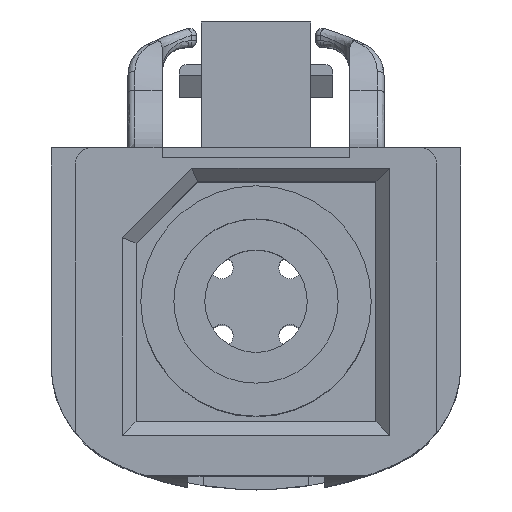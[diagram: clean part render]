
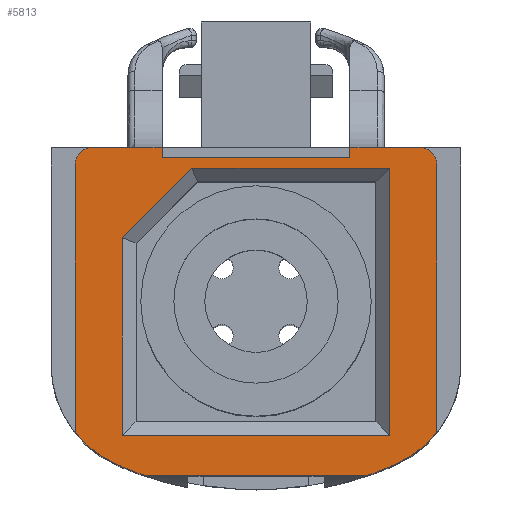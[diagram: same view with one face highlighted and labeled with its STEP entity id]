
A CAD part, top view. The second image highlights one B-rep face of the part: STEP entity #5813.
In plain terms, the highlighted planar face has unit normal (0, 0, 1).
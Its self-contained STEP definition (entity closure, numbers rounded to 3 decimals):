
#721=DIRECTION('',(0.,1.,0.));
#722=VECTOR('',#721,0.3);
#723=CARTESIAN_POINT('',(2.75,4.2,6.87));
#724=LINE('',#723,#722);
#725=DIRECTION('',(1.,0.,0.));
#726=VECTOR('',#725,2.05);
#727=CARTESIAN_POINT('',(2.75,4.5,6.87));
#728=LINE('',#727,#726);
#729=CARTESIAN_POINT('',(4.8,4.,6.87));
#730=DIRECTION('',(0.,0.,-1.));
#731=DIRECTION('',(0.,1.,0.));
#732=AXIS2_PLACEMENT_3D('',#729,#730,#731);
#734=CARTESIAN_POINT('',(2.8,-1.847,6.87));
#735=DIRECTION('',(0.,0.,-1.));
#736=DIRECTION('',(0.781,-0.624,0.));
#737=AXIS2_PLACEMENT_3D('',#734,#735,#736);
#739=CARTESIAN_POINT('',(0.,4.35,6.87));
#740=DIRECTION('',(0.,0.,-1.));
#741=DIRECTION('',(0.412,-0.911,0.));
#742=AXIS2_PLACEMENT_3D('',#739,#740,#741);
#744=DIRECTION('',(-1.,0.,0.));
#745=VECTOR('',#744,6.541);
#746=CARTESIAN_POINT('',(3.271,-5.1,6.87));
#747=LINE('',#746,#745);
#748=CARTESIAN_POINT('',(0.,4.35,6.87));
#749=DIRECTION('',(0.,0.,-1.));
#750=DIRECTION('',(-0.327,-0.945,0.));
#751=AXIS2_PLACEMENT_3D('',#748,#749,#750);
#753=CARTESIAN_POINT('',(-2.8,-1.847,6.87));
#754=DIRECTION('',(0.,0.,-1.));
#755=DIRECTION('',(-0.412,-0.911,0.));
#756=AXIS2_PLACEMENT_3D('',#753,#754,#755);
#758=CARTESIAN_POINT('',(-4.8,4.,6.87));
#759=DIRECTION('',(0.,0.,-1.));
#760=DIRECTION('',(-1.,0.,0.));
#761=AXIS2_PLACEMENT_3D('',#758,#759,#760);
#763=DIRECTION('',(1.,0.,0.));
#764=VECTOR('',#763,2.05);
#765=CARTESIAN_POINT('',(-4.8,4.5,6.87));
#766=LINE('',#765,#764);
#767=DIRECTION('',(-0.707,-0.707,0.));
#768=VECTOR('',#767,2.877);
#769=CARTESIAN_POINT('',(-1.881,3.9,6.87));
#770=LINE('',#769,#768);
#775=DIRECTION('',(-1.,0.,0.));
#776=VECTOR('',#775,5.5);
#777=CARTESIAN_POINT('',(2.75,4.2,6.87));
#778=LINE('',#777,#776);
#795=DIRECTION('',(0.,1.,0.));
#796=VECTOR('',#795,0.3);
#797=CARTESIAN_POINT('',(-2.75,4.2,6.87));
#798=LINE('',#797,#796);
#1444=DIRECTION('',(0.,-1.,0.));
#1445=VECTOR('',#1444,7.844);
#1446=CARTESIAN_POINT('',(-5.3,4.,6.87));
#1447=LINE('',#1446,#1445);
#1568=DIRECTION('',(0.,1.,0.));
#1569=VECTOR('',#1568,7.844);
#1570=CARTESIAN_POINT('',(5.3,-3.844,6.87));
#1571=LINE('',#1570,#1569);
#4454=DIRECTION('',(1.,0.,0.));
#4455=VECTOR('',#4454,5.796);
#4456=CARTESIAN_POINT('',(-1.881,3.9,6.87));
#4457=LINE('',#4456,#4455);
#4462=DIRECTION('',(0.,-1.,0.));
#4463=VECTOR('',#4462,7.83);
#4464=CARTESIAN_POINT('',(3.915,3.9,6.87));
#4465=LINE('',#4464,#4463);
#4470=DIRECTION('',(-1.,0.,0.));
#4471=VECTOR('',#4470,7.83);
#4472=CARTESIAN_POINT('',(3.915,-3.93,6.87));
#4473=LINE('',#4472,#4471);
#4478=DIRECTION('',(0.,1.,0.));
#4479=VECTOR('',#4478,5.796);
#4480=CARTESIAN_POINT('',(-3.915,-3.93,6.87));
#4481=LINE('',#4480,#4479);
#4522=CARTESIAN_POINT('',(-1.881,3.9,6.87));
#4523=CARTESIAN_POINT('',(-3.915,1.866,6.87));
#4524=VERTEX_POINT('',#4522);
#4525=VERTEX_POINT('',#4523);
#4526=CARTESIAN_POINT('',(2.75,4.2,6.87));
#4527=CARTESIAN_POINT('',(-2.75,4.2,6.87));
#4528=VERTEX_POINT('',#4526);
#4529=VERTEX_POINT('',#4527);
#4530=CARTESIAN_POINT('',(2.75,4.5,6.87));
#4531=VERTEX_POINT('',#4530);
#4532=CARTESIAN_POINT('',(4.8,4.5,6.87));
#4533=VERTEX_POINT('',#4532);
#4534=CARTESIAN_POINT('',(5.3,4.,6.87));
#4535=VERTEX_POINT('',#4534);
#4536=CARTESIAN_POINT('',(5.3,-3.844,6.87));
#4537=VERTEX_POINT('',#4536);
#4538=CARTESIAN_POINT('',(4.118,-4.763,6.87));
#4539=VERTEX_POINT('',#4538);
#4540=CARTESIAN_POINT('',(3.271,-5.1,6.87));
#4541=VERTEX_POINT('',#4540);
#4542=CARTESIAN_POINT('',(-3.271,-5.1,6.87));
#4543=VERTEX_POINT('',#4542);
#4544=CARTESIAN_POINT('',(-4.118,-4.763,6.87));
#4545=VERTEX_POINT('',#4544);
#4546=CARTESIAN_POINT('',(-5.3,-3.844,6.87));
#4547=VERTEX_POINT('',#4546);
#4548=CARTESIAN_POINT('',(-5.3,4.,6.87));
#4549=VERTEX_POINT('',#4548);
#4550=CARTESIAN_POINT('',(-4.8,4.5,6.87));
#4551=VERTEX_POINT('',#4550);
#4552=CARTESIAN_POINT('',(-2.75,4.5,6.87));
#4553=VERTEX_POINT('',#4552);
#4554=CARTESIAN_POINT('',(3.915,3.9,6.87));
#4555=VERTEX_POINT('',#4554);
#4556=CARTESIAN_POINT('',(-3.915,-3.93,6.87));
#4557=VERTEX_POINT('',#4556);
#4558=CARTESIAN_POINT('',(3.915,-3.93,6.87));
#4559=VERTEX_POINT('',#4558);
#5767=CARTESIAN_POINT('',(0.,0.,6.87));
#5768=DIRECTION('',(0.,0.,1.));
#5769=DIRECTION('',(1.,0.,0.));
#5770=AXIS2_PLACEMENT_3D('',#5767,#5768,#5769);
#5771=PLANE('',#5770);
#5773=ORIENTED_EDGE('',*,*,#5772,.F.);
#5775=ORIENTED_EDGE('',*,*,#5774,.T.);
#5777=ORIENTED_EDGE('',*,*,#5776,.T.);
#5779=ORIENTED_EDGE('',*,*,#5778,.T.);
#5781=ORIENTED_EDGE('',*,*,#5780,.F.);
#5783=ORIENTED_EDGE('',*,*,#5782,.T.);
#5785=ORIENTED_EDGE('',*,*,#5784,.T.);
#5787=ORIENTED_EDGE('',*,*,#5786,.T.);
#5789=ORIENTED_EDGE('',*,*,#5788,.T.);
#5791=ORIENTED_EDGE('',*,*,#5790,.T.);
#5793=ORIENTED_EDGE('',*,*,#5792,.F.);
#5795=ORIENTED_EDGE('',*,*,#5794,.T.);
#5797=ORIENTED_EDGE('',*,*,#5796,.T.);
#5799=ORIENTED_EDGE('',*,*,#5798,.F.);
#5800=EDGE_LOOP('',(#5773,#5775,#5777,#5779,#5781,#5783,#5785,#5787,#5789,#5791,
#5793,#5795,#5797,#5799));
#5801=FACE_OUTER_BOUND('',#5800,.F.);
#5803=ORIENTED_EDGE('',*,*,#5802,.F.);
#5804=ORIENTED_EDGE('',*,*,#5745,.T.);
#5806=ORIENTED_EDGE('',*,*,#5805,.F.);
#5808=ORIENTED_EDGE('',*,*,#5807,.F.);
#5810=ORIENTED_EDGE('',*,*,#5809,.F.);
#5811=EDGE_LOOP('',(#5803,#5804,#5806,#5808,#5810));
#5812=FACE_BOUND('',#5811,.F.);
#733=CIRCLE('',#732,0.5);
#738=CIRCLE('',#737,3.2);
#743=CIRCLE('',#742,10.);
#752=CIRCLE('',#751,10.);
#757=CIRCLE('',#756,3.2);
#762=CIRCLE('',#761,0.5);
#5745=EDGE_CURVE('',#4524,#4525,#770,.T.);
#5772=EDGE_CURVE('',#4528,#4529,#778,.T.);
#5774=EDGE_CURVE('',#4528,#4531,#724,.T.);
#5776=EDGE_CURVE('',#4531,#4533,#728,.T.);
#5778=EDGE_CURVE('',#4533,#4535,#733,.T.);
#5780=EDGE_CURVE('',#4537,#4535,#1571,.T.);
#5782=EDGE_CURVE('',#4537,#4539,#738,.T.);
#5784=EDGE_CURVE('',#4539,#4541,#743,.T.);
#5786=EDGE_CURVE('',#4541,#4543,#747,.T.);
#5788=EDGE_CURVE('',#4543,#4545,#752,.T.);
#5790=EDGE_CURVE('',#4545,#4547,#757,.T.);
#5792=EDGE_CURVE('',#4549,#4547,#1447,.T.);
#5794=EDGE_CURVE('',#4549,#4551,#762,.T.);
#5796=EDGE_CURVE('',#4551,#4553,#766,.T.);
#5798=EDGE_CURVE('',#4529,#4553,#798,.T.);
#5802=EDGE_CURVE('',#4524,#4555,#4457,.T.);
#5805=EDGE_CURVE('',#4557,#4525,#4481,.T.);
#5807=EDGE_CURVE('',#4559,#4557,#4473,.T.);
#5809=EDGE_CURVE('',#4555,#4559,#4465,.T.);
#5813=ADVANCED_FACE('',(#5801,#5812),#5771,.T.);
